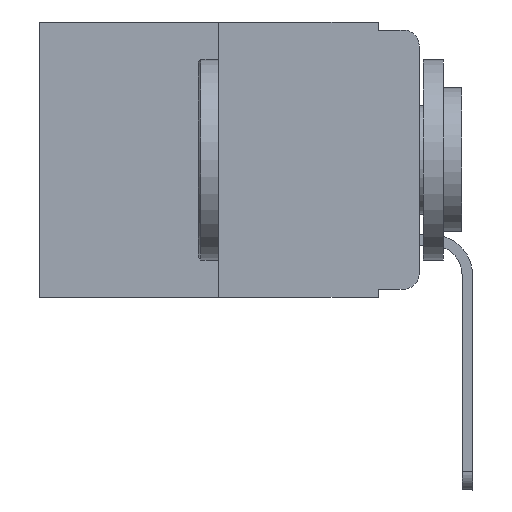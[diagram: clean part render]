
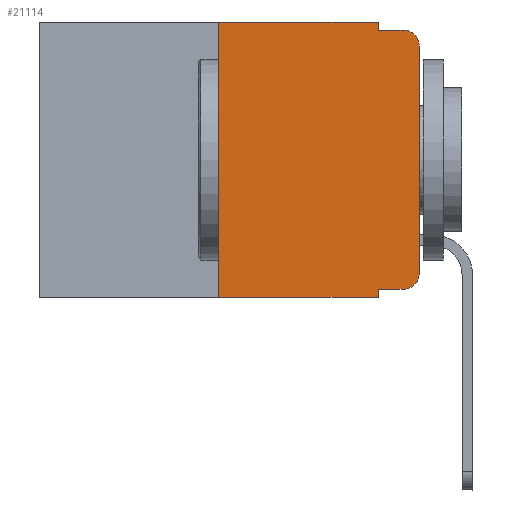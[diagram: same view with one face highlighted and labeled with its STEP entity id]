
A CAD part, left-side view. The second image highlights one B-rep face of the part: STEP entity #21114.
In plain terms, the highlighted planar face has unit normal (-1, 0, 0).
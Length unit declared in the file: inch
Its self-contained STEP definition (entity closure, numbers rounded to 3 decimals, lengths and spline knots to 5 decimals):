
#88 = CARTESIAN_POINT ( 'NONE',  ( 0., 0.25, -0.343 ) ) ;
#181 = LINE ( 'NONE', #3713, #9605 ) ;
#403 = EDGE_CURVE ( 'NONE', #16270, #16237, #19951, .T. ) ;
#407 = VERTEX_POINT ( 'NONE', #4803 ) ;
#827 = CARTESIAN_POINT ( 'NONE',  ( 0., 0.02, -0.313 ) ) ;
#1200 = CIRCLE ( 'NONE', #12052, 0.02 ) ;
#1275 = CIRCLE ( 'NONE', #5144, 0.02 ) ;
#1384 = DIRECTION ( 'NONE',  ( 1., 0., 0. ) ) ;
#1616 = EDGE_LOOP ( 'NONE', ( #18080, #10619, #18412, #10893, #10916, #2003, #23136, #4126, #13815, #21262 ) ) ;
#1667 = LINE ( 'NONE', #14619, #13614 ) ;
#2003 = ORIENTED_EDGE ( 'NONE', *, *, #12408, .F. ) ;
#2237 = CARTESIAN_POINT ( 'NONE',  ( 0., 0.051, -0.01 ) ) ;
#2402 = DIRECTION ( 'NONE',  ( 0., -1., 0. ) ) ;
#2531 = DIRECTION ( 'NONE',  ( -1., 0., 0. ) ) ;
#3032 = CARTESIAN_POINT ( 'NONE',  ( 0., 0.051, -0.333 ) ) ;
#3239 = EDGE_CURVE ( 'NONE', #11979, #17871, #22647, .T. ) ;
#3713 = CARTESIAN_POINT ( 'NONE',  ( 0., 0.25, 0. ) ) ;
#3742 = VECTOR ( 'NONE', #17726, 39.37008 ) ;
#3811 = DIRECTION ( 'NONE',  ( -1., 0., 0. ) ) ;
#4126 = ORIENTED_EDGE ( 'NONE', *, *, #14064, .F. ) ;
#4803 = CARTESIAN_POINT ( 'NONE',  ( 0., 0., -0.313 ) ) ;
#4948 = VERTEX_POINT ( 'NONE', #14496 ) ;
#5144 = AXIS2_PLACEMENT_3D ( 'NONE', #20315, #3811, #20429 ) ;
#5192 = EDGE_CURVE ( 'NONE', #16237, #407, #1200, .T. ) ;
#5498 = VECTOR ( 'NONE', #18848, 39.37008 ) ;
#5608 = VERTEX_POINT ( 'NONE', #17165 ) ;
#5888 = EDGE_CURVE ( 'NONE', #15803, #20911, #1275, .T. ) ;
#6043 = CARTESIAN_POINT ( 'NONE',  ( 0., 0.473, -0.343 ) ) ;
#6744 = DIRECTION ( 'NONE',  ( 0., -1., 0. ) ) ;
#7864 = CARTESIAN_POINT ( 'NONE',  ( 0., 0.051, 0. ) ) ;
#7957 = CARTESIAN_POINT ( 'NONE',  ( 0., 0.473, 0. ) ) ;
#8684 = VERTEX_POINT ( 'NONE', #2237 ) ;
#8785 = PLANE ( 'NONE',  #15118 ) ;
#8806 = LINE ( 'NONE', #16187, #16389 ) ;
#9605 = VECTOR ( 'NONE', #23704, 39.37008 ) ;
#9722 = EDGE_CURVE ( 'NONE', #5608, #8684, #14324, .T. ) ;
#9928 = VECTOR ( 'NONE', #2402, 39.37008 ) ;
#10470 = CARTESIAN_POINT ( 'NONE',  ( 0., 0.473, 0. ) ) ;
#10553 = CARTESIAN_POINT ( 'NONE',  ( 0., 0.02, -0.333 ) ) ;
#10619 = ORIENTED_EDGE ( 'NONE', *, *, #5888, .T. ) ;
#10893 = ORIENTED_EDGE ( 'NONE', *, *, #9722, .F. ) ;
#10916 = ORIENTED_EDGE ( 'NONE', *, *, #22921, .F. ) ;
#11851 = DIRECTION ( 'NONE',  ( 0., 0., -1. ) ) ;
#11979 = VERTEX_POINT ( 'NONE', #88 ) ;
#12052 = AXIS2_PLACEMENT_3D ( 'NONE', #827, #2531, #11851 ) ;
#12058 = LINE ( 'NONE', #7864, #15459 ) ;
#12408 = EDGE_CURVE ( 'NONE', #11979, #4948, #181, .T. ) ;
#12629 = CARTESIAN_POINT ( 'NONE',  ( 0., 0.051, 0. ) ) ;
#13614 = VECTOR ( 'NONE', #14335, 39.37008 ) ;
#13815 = ORIENTED_EDGE ( 'NONE', *, *, #403, .T. ) ;
#14064 = EDGE_CURVE ( 'NONE', #16270, #17871, #12058, .T. ) ;
#14099 = DIRECTION ( 'NONE',  ( 0., 0., -1. ) ) ;
#14324 = LINE ( 'NONE', #12629, #3742 ) ;
#14335 = DIRECTION ( 'NONE',  ( 0., 0., 1. ) ) ;
#14496 = CARTESIAN_POINT ( 'NONE',  ( 0., 0.25, 0. ) ) ;
#14619 = CARTESIAN_POINT ( 'NONE',  ( 0., 0., 0. ) ) ;
#15100 = CARTESIAN_POINT ( 'NONE',  ( 0., 0., -0.03 ) ) ;
#15118 = AXIS2_PLACEMENT_3D ( 'NONE', #10470, #1384, #14099 ) ;
#15459 = VECTOR ( 'NONE', #22646, 39.37008 ) ;
#15803 = VERTEX_POINT ( 'NONE', #15100 ) ;
#15826 = CARTESIAN_POINT ( 'NONE',  ( 0., 0.051, -0.333 ) ) ;
#16187 = CARTESIAN_POINT ( 'NONE',  ( 0., 0.051, -0.01 ) ) ;
#16237 = VERTEX_POINT ( 'NONE', #10553 ) ;
#16270 = VERTEX_POINT ( 'NONE', #3032 ) ;
#16389 = VECTOR ( 'NONE', #22469, 39.37008 ) ;
#16885 = EDGE_CURVE ( 'NONE', #407, #15803, #1667, .T. ) ;
#17165 = CARTESIAN_POINT ( 'NONE',  ( 0., 0.051, 0. ) ) ;
#17726 = DIRECTION ( 'NONE',  ( 0., 0., -1. ) ) ;
#17740 = EDGE_CURVE ( 'NONE', #8684, #20911, #8806, .T. ) ;
#17871 = VERTEX_POINT ( 'NONE', #18486 ) ;
#18080 = ORIENTED_EDGE ( 'NONE', *, *, #16885, .T. ) ;
#18412 = ORIENTED_EDGE ( 'NONE', *, *, #17740, .F. ) ;
#18486 = CARTESIAN_POINT ( 'NONE',  ( 0., 0.051, -0.343 ) ) ;
#18848 = DIRECTION ( 'NONE',  ( 0., -1., 0. ) ) ;
#19131 = VECTOR ( 'NONE', #6744, 39.37008 ) ;
#19951 = LINE ( 'NONE', #15826, #19131 ) ;
#20315 = CARTESIAN_POINT ( 'NONE',  ( 0., 0.02, -0.03 ) ) ;
#20429 = DIRECTION ( 'NONE',  ( 0., 0., -1. ) ) ;
#20911 = VERTEX_POINT ( 'NONE', #21163 ) ;
#21114 = ADVANCED_FACE ( 'NONE', ( #23197 ), #8785, .F. ) ;
#21163 = CARTESIAN_POINT ( 'NONE',  ( 0., 0.02, -0.01 ) ) ;
#21262 = ORIENTED_EDGE ( 'NONE', *, *, #5192, .T. ) ;
#22469 = DIRECTION ( 'NONE',  ( 0., -1., 0. ) ) ;
#22611 = LINE ( 'NONE', #7957, #5498 ) ;
#22646 = DIRECTION ( 'NONE',  ( 0., 0., -1. ) ) ;
#22647 = LINE ( 'NONE', #6043, #9928 ) ;
#22921 = EDGE_CURVE ( 'NONE', #4948, #5608, #22611, .T. ) ;
#23136 = ORIENTED_EDGE ( 'NONE', *, *, #3239, .T. ) ;
#23197 = FACE_OUTER_BOUND ( 'NONE', #1616, .T. ) ;
#23704 = DIRECTION ( 'NONE',  ( 0., 0., 1. ) ) ;
